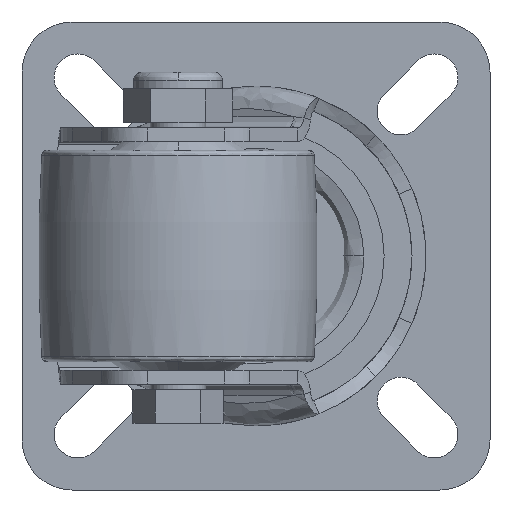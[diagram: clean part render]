
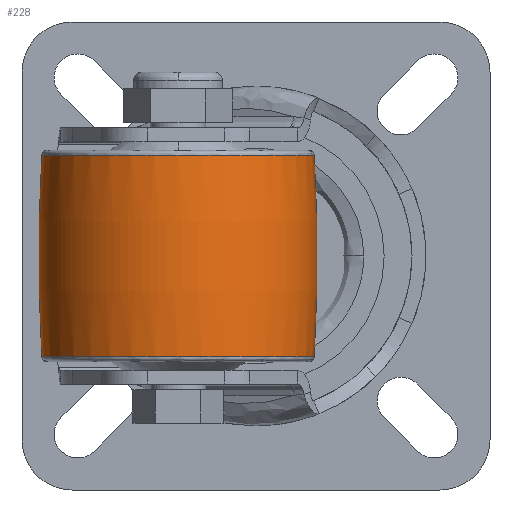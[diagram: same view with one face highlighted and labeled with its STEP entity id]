
A CAD part, front view. The second image highlights one B-rep face of the part: STEP entity #228.
In plain terms, the highlighted toroidal (fillet/blend) face has major radius 275 mm and minor radius 300 mm.
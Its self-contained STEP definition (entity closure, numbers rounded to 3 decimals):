
#228 = ADVANCED_FACE ( 'NONE', ( #6443 ), #12726, .T. ) ;
#828 = EDGE_CURVE ( 'NONE', #22147, #3421, #14638, .T. ) ;
#1332 = CARTESIAN_POINT ( 'NONE',  ( -14., -41.5, -18.06 ) ) ;
#1811 = EDGE_LOOP ( 'NONE', ( #23114, #20013, #12765, #11330 ) ) ;
#1847 = DIRECTION ( 'NONE',  ( 0., 0., 1. ) ) ;
#2172 = CIRCLE ( 'NONE', #22990, 24.456 ) ;
#2332 = VERTEX_POINT ( 'NONE', #21847 ) ;
#3045 = DIRECTION ( 'NONE',  ( 0., 0., 1. ) ) ;
#3421 = VERTEX_POINT ( 'NONE', #8360 ) ;
#3557 = EDGE_CURVE ( 'NONE', #2332, #25681, #20379, .T. ) ;
#5399 = CARTESIAN_POINT ( 'NONE',  ( -14., -41.5, 18.06 ) ) ;
#6056 = AXIS2_PLACEMENT_3D ( 'NONE', #16494, #22609, #10465 ) ;
#6422 = EDGE_CURVE ( 'NONE', #22147, #2332, #17947, .T. ) ;
#6443 = FACE_OUTER_BOUND ( 'NONE', #1811, .T. ) ;
#7683 = CARTESIAN_POINT ( 'NONE',  ( -38.456, -41.5, -18.06 ) ) ;
#8360 = CARTESIAN_POINT ( 'NONE',  ( -38.456, -41.5, 18.06 ) ) ;
#8607 = DIRECTION ( 'NONE',  ( 0., -1., 0. ) ) ;
#10465 = DIRECTION ( 'NONE',  ( 1., 0., 0. ) ) ;
#11330 = ORIENTED_EDGE ( 'NONE', *, *, #23706, .T. ) ;
#11867 = DIRECTION ( 'NONE',  ( 0., 1., 0. ) ) ;
#12394 = CARTESIAN_POINT ( 'NONE',  ( 10.456, -41.5, 18.06 ) ) ;
#12726 = TOROIDAL_SURFACE ( 'NONE', #6056, -275., 300. ) ;
#12765 = ORIENTED_EDGE ( 'NONE', *, *, #3557, .T. ) ;
#14638 = CIRCLE ( 'NONE', #20851, 300. ) ;
#16494 = CARTESIAN_POINT ( 'NONE',  ( -14., -41.5, 0. ) ) ;
#16863 = DIRECTION ( 'NONE',  ( 0., 0., -1. ) ) ;
#17146 = DIRECTION ( 'NONE',  ( -0.998, 0.063, 0. ) ) ;
#17947 = CIRCLE ( 'NONE', #19997, 24.456 ) ;
#19997 = AXIS2_PLACEMENT_3D ( 'NONE', #1332, #3045, #24671 ) ;
#20013 = ORIENTED_EDGE ( 'NONE', *, *, #6422, .T. ) ;
#20379 = CIRCLE ( 'NONE', #25405, 300. ) ;
#20851 = AXIS2_PLACEMENT_3D ( 'NONE', #24010, #11867, #1847 ) ;
#21310 = DIRECTION ( 'NONE',  ( 0., 0., -1. ) ) ;
#21847 = CARTESIAN_POINT ( 'NONE',  ( 10.456, -41.5, -18.06 ) ) ;
#22147 = VERTEX_POINT ( 'NONE', #7683 ) ;
#22581 = CARTESIAN_POINT ( 'NONE',  ( -289., -41.5, 0. ) ) ;
#22609 = DIRECTION ( 'NONE',  ( 0., 0., 1. ) ) ;
#22990 = AXIS2_PLACEMENT_3D ( 'NONE', #5399, #21310, #17146 ) ;
#23114 = ORIENTED_EDGE ( 'NONE', *, *, #828, .F. ) ;
#23706 = EDGE_CURVE ( 'NONE', #25681, #3421, #2172, .T. ) ;
#24010 = CARTESIAN_POINT ( 'NONE',  ( 261., -41.5, 0. ) ) ;
#24671 = DIRECTION ( 'NONE',  ( -0.998, 0.063, 0. ) ) ;
#25405 = AXIS2_PLACEMENT_3D ( 'NONE', #22581, #8607, #16863 ) ;
#25681 = VERTEX_POINT ( 'NONE', #12394 ) ;
